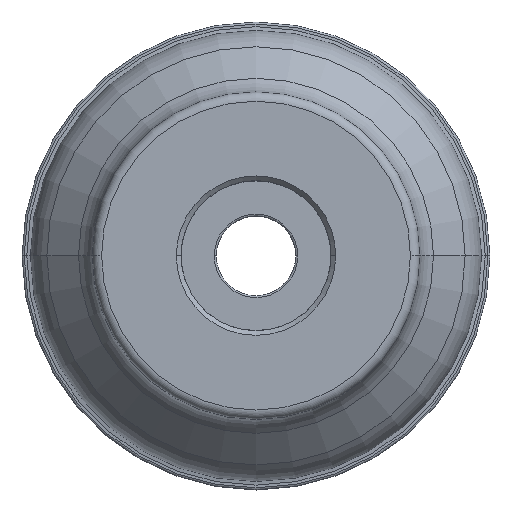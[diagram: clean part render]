
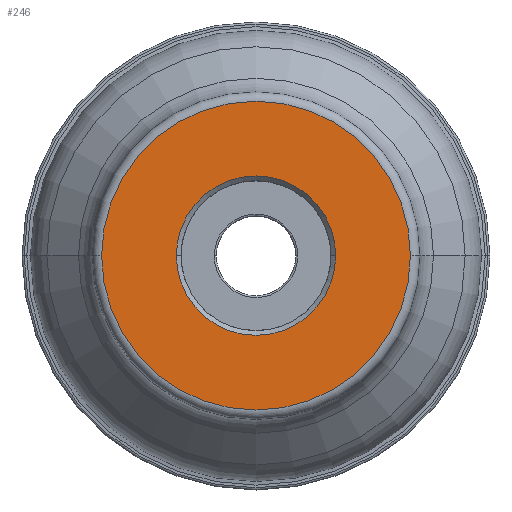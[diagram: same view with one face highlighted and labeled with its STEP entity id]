
A CAD part, top view. The second image highlights one B-rep face of the part: STEP entity #246.
In plain terms, the highlighted planar face has unit normal (0, 0, 1).
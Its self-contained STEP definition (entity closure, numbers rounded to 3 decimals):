
#246=ADVANCED_FACE('',(#309,#310),#302,.F.);
#302=PLANE('',#1631);
#309=FACE_BOUND('',#355,.T.);
#310=FACE_BOUND('',#356,.T.);
#355=EDGE_LOOP('',(#559,#560));
#356=EDGE_LOOP('',(#561,#562));
#559=ORIENTED_EDGE('',*,*,#979,.T.);
#560=ORIENTED_EDGE('',*,*,#980,.T.);
#561=ORIENTED_EDGE('',*,*,#981,.T.);
#562=ORIENTED_EDGE('',*,*,#982,.T.);
#837=VERTEX_POINT('',#2564);
#838=VERTEX_POINT('',#2565);
#839=VERTEX_POINT('',#2568);
#840=VERTEX_POINT('',#2569);
#979=EDGE_CURVE('',#837,#838,#1160,.T.);
#980=EDGE_CURVE('',#838,#837,#1161,.T.);
#981=EDGE_CURVE('',#839,#840,#1162,.T.);
#982=EDGE_CURVE('',#840,#839,#1163,.T.);
#1160=CIRCLE('',#1627,33.);
#1161=CIRCLE('',#1628,33.);
#1162=CIRCLE('',#1629,17.035);
#1163=CIRCLE('',#1630,17.035);
#1627=AXIS2_PLACEMENT_3D('',#2563,#2008,#2009);
#1628=AXIS2_PLACEMENT_3D('',#2566,#2010,#2011);
#1629=AXIS2_PLACEMENT_3D('',#2567,#2012,#2013);
#1630=AXIS2_PLACEMENT_3D('',#2570,#2014,#2015);
#1631=AXIS2_PLACEMENT_3D('',#2571,#2016,#2017);
#2008=DIRECTION('',(0.,0.,1.));
#2009=DIRECTION('',(1.,0.,0.));
#2010=DIRECTION('',(0.,0.,1.));
#2011=DIRECTION('',(-1.,0.,0.));
#2012=DIRECTION('',(0.,0.,-1.));
#2013=DIRECTION('',(1.,0.,0.));
#2014=DIRECTION('',(0.,0.,-1.));
#2015=DIRECTION('',(-1.,0.,0.));
#2016=DIRECTION('',(0.,0.,-1.));
#2017=DIRECTION('',(1.,0.,0.));
#2563=CARTESIAN_POINT('',(0.,0.,0.));
#2564=CARTESIAN_POINT('',(33.,0.,0.));
#2565=CARTESIAN_POINT('',(-33.,0.,0.));
#2566=CARTESIAN_POINT('',(0.,0.,0.));
#2567=CARTESIAN_POINT('',(0.,0.,0.));
#2568=CARTESIAN_POINT('',(17.035,0.,0.));
#2569=CARTESIAN_POINT('',(-17.035,0.,0.));
#2570=CARTESIAN_POINT('',(0.,0.,0.));
#2571=CARTESIAN_POINT('',(0.,0.,0.));
